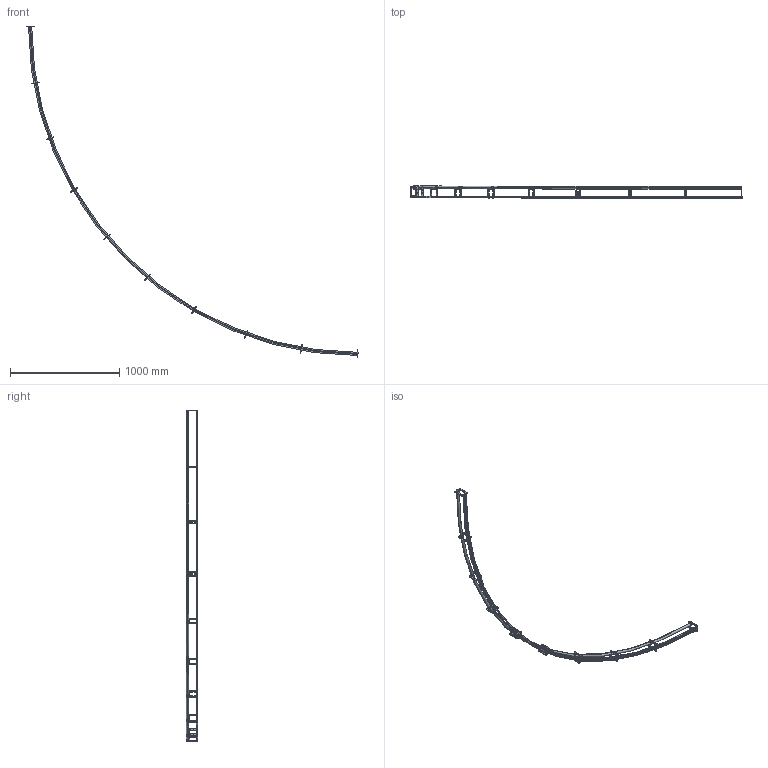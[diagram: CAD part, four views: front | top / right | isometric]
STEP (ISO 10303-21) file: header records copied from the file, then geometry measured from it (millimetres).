
FILE_DESCRIPTION (( 'STEP AP203' ), '1' );
FILE_NAME ('T63739.STEP', '2018-08-16T08:49:06', ( '' ), ( '' ), 'SwSTEP 2.0', 'SolidWorks 2016', '' );
FILE_SCHEMA (( 'CONFIG_CONTROL_DESIGN' ));
Length unit declared in the file: millimetre
Products named in the file (6): TH1161; TH1159; TH2677; TH1162; T63739; TH1160
Assembly tree (10 placements, depth 3):
  T63739
    TH1159  x3
      TH1160
      TH1161
      TH1162
      TH2677
Bounding box: 3037.5 x 108.7 x 3037.5 mm (x, y, z)
Volume: 1287948.4 mm3; surface area: 1654335.1 mm2
Topology: 21 solids, 21 shells, 678 faces, 1908 edges, 1272 vertices
Faces by surface type: cylinder 396, plane 270, torus 12
Entity records: 3266 total; most frequent: DIRECTION 474, CARTESIAN_POINT 430, ORIENTED_EDGE 408, EDGE_CURVE 204, AXIS2_PLACEMENT_3D 180, VERTEX_POINT 136, LINE 114, VECTOR 114
